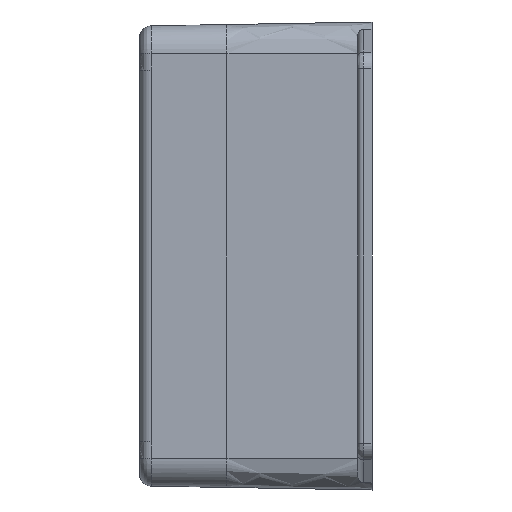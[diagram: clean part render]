
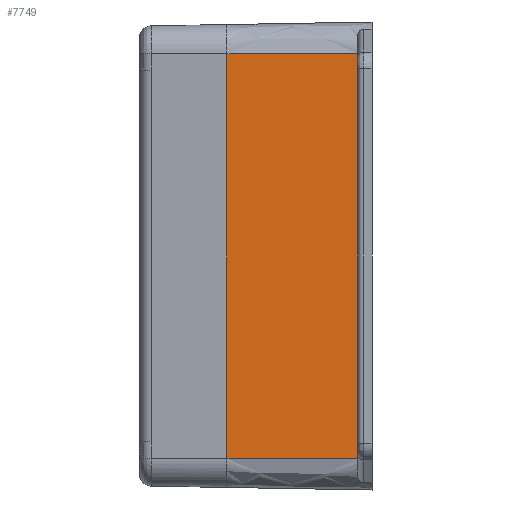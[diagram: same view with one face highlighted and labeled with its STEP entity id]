
A CAD part, left-side view. The second image highlights one B-rep face of the part: STEP entity #7749.
In plain terms, the highlighted planar face has unit normal (-1, 0.018, 0).
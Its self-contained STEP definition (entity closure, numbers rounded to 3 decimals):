
#136 = LINE ( 'NONE', #17905, #4325 ) ;
#195 = VERTEX_POINT ( 'NONE', #13957 ) ;
#304 = VECTOR ( 'NONE', #1915, 1000. ) ;
#610 = LINE ( 'NONE', #6882, #12749 ) ;
#1015 = LINE ( 'NONE', #10799, #17234 ) ;
#1221 = VERTEX_POINT ( 'NONE', #2588 ) ;
#1459 = PLANE ( 'NONE',  #16074 ) ;
#1526 = DIRECTION ( 'NONE',  ( -1., 0.017, 0. ) ) ;
#1915 = DIRECTION ( 'NONE',  ( 0., 0., 1. ) ) ;
#2224 = CARTESIAN_POINT ( 'NONE',  ( -62.643, 2.5, 0. ) ) ;
#2470 = EDGE_CURVE ( 'NONE', #10764, #195, #4504, .T. ) ;
#2588 = CARTESIAN_POINT ( 'NONE',  ( -62.25, 25., 34.901 ) ) ;
#4325 = VECTOR ( 'NONE', #7033, 1000. ) ;
#4484 = ORIENTED_EDGE ( 'NONE', *, *, #15990, .T. ) ;
#4504 = LINE ( 'NONE', #2224, #304 ) ;
#6081 = DIRECTION ( 'NONE',  ( 0., 0., -1. ) ) ;
#6882 = CARTESIAN_POINT ( 'NONE',  ( -62.512, 10., -34.901 ) ) ;
#7033 = DIRECTION ( 'NONE',  ( 0.017, 1., 0. ) ) ;
#7749 = ADVANCED_FACE ( 'NONE', ( #12575 ), #1459, .T. ) ;
#9248 = ORIENTED_EDGE ( 'NONE', *, *, #2470, .T. ) ;
#9595 = ORIENTED_EDGE ( 'NONE', *, *, #16554, .T. ) ;
#10764 = VERTEX_POINT ( 'NONE', #16654 ) ;
#10799 = CARTESIAN_POINT ( 'NONE',  ( -62.25, 25., -34.901 ) ) ;
#11010 = CARTESIAN_POINT ( 'NONE',  ( -62.25, 25., -34.901 ) ) ;
#11142 = VERTEX_POINT ( 'NONE', #13146 ) ;
#11382 = EDGE_LOOP ( 'NONE', ( #4484, #15465, #9248, #9595 ) ) ;
#12575 = FACE_OUTER_BOUND ( 'NONE', #11382, .T. ) ;
#12597 = DIRECTION ( 'NONE',  ( -0.017, -1., 0. ) ) ;
#12749 = VECTOR ( 'NONE', #17779, 1000. ) ;
#13146 = CARTESIAN_POINT ( 'NONE',  ( -62.25, 25., -34.901 ) ) ;
#13957 = CARTESIAN_POINT ( 'NONE',  ( -62.643, 2.5, 34.901 ) ) ;
#14238 = EDGE_CURVE ( 'NONE', #11142, #10764, #610, .T. ) ;
#15465 = ORIENTED_EDGE ( 'NONE', *, *, #14238, .T. ) ;
#15990 = EDGE_CURVE ( 'NONE', #1221, #11142, #1015, .T. ) ;
#16074 = AXIS2_PLACEMENT_3D ( 'NONE', #11010, #1526, #12597 ) ;
#16554 = EDGE_CURVE ( 'NONE', #195, #1221, #136, .T. ) ;
#16654 = CARTESIAN_POINT ( 'NONE',  ( -62.643, 2.5, -34.901 ) ) ;
#17234 = VECTOR ( 'NONE', #6081, 1000. ) ;
#17779 = DIRECTION ( 'NONE',  ( -0.017, -1., 0. ) ) ;
#17905 = CARTESIAN_POINT ( 'NONE',  ( -62.512, 10., 34.901 ) ) ;
